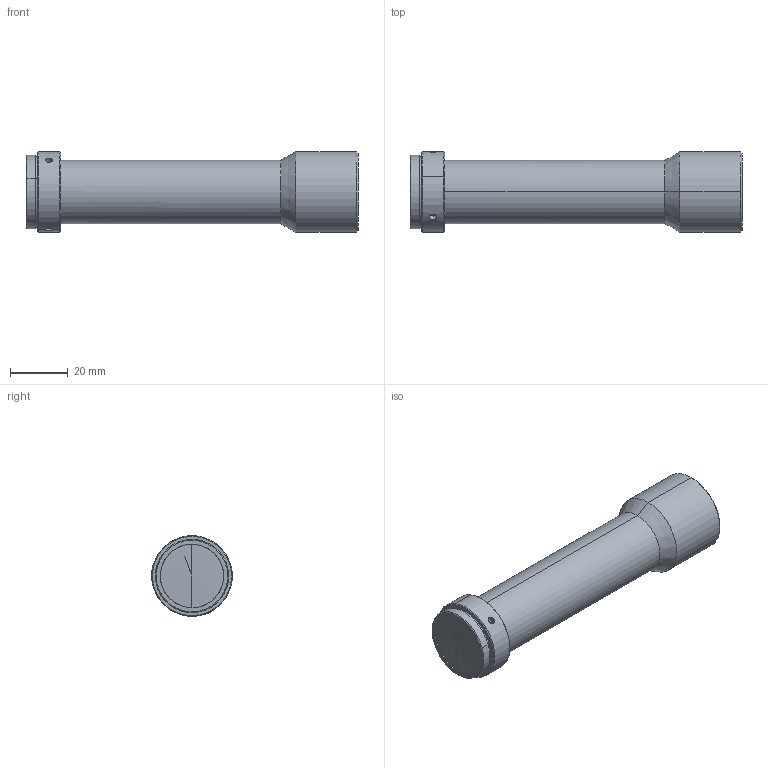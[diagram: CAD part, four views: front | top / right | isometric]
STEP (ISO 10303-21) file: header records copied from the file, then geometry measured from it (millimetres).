
FILE_DESCRIPTION (( 'STEP AP203' ), '1' );
FILE_NAME ('｣ﾗ｣ﾈ03-240｣ﾁ-120.STEP', '2019-08-14T01:35:04', ( '' ), ( '' ), 'SwSTEP 2.0', 'SolidWorks 2017', '' );
FILE_SCHEMA (( 'CONFIG_CONTROL_DESIGN' ));
Length unit declared in the file: millimetre
Products named in the file (1): ｣ﾗ｣ﾈ03-240｣ﾁ-120
Bounding box: 115.12 x 28 x 28 mm (x, y, z)
Volume: 51534.1 mm3; surface area: 10261.5 mm2
Topology: 1 solids, 1 shells, 44 faces, 103 edges, 64 vertices
Faces by surface type: cylinder 20, cone 19, plane 5
Entity records: 1502 total; most frequent: CARTESIAN_POINT 412, DIRECTION 227, ORIENTED_EDGE 198, EDGE_CURVE 99, AXIS2_PLACEMENT_3D 95, VERTEX_POINT 64, EDGE_LOOP 51, CIRCLE 50
